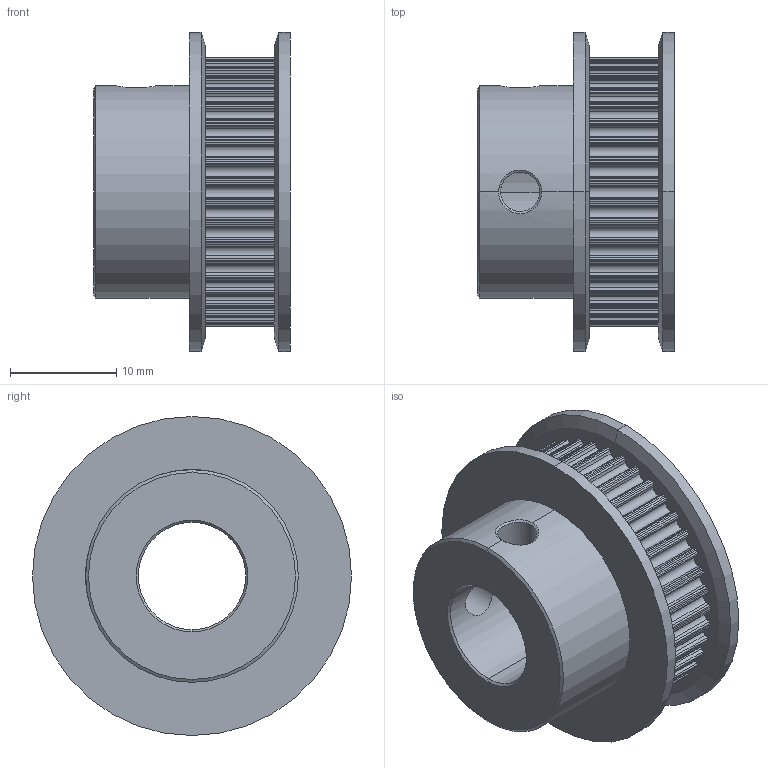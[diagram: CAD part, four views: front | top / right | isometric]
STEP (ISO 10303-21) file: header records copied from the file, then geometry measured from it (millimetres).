
FILE_DESCRIPTION (( 'STEP AP214' ), '1' );
FILE_NAME ('GT2_40teeth_10bore.STEP', '2017-12-29T18:50:30', ( 'Admin' ), ( '' ), 'SwSTEP 2.0', 'SolidWorks 2013', '' );
FILE_SCHEMA (( 'AUTOMOTIVE_DESIGN' ));
Length unit declared in the file: millimetre
Products named in the file (1): GT2_40teeth_10bore
Bounding box: 18.5 x 30 x 30 mm (x, y, z)
Volume: 6397 mm3; surface area: 3878 mm2
Topology: 1 solids, 1 shells, 391 faces, 1146 edges, 759 vertices
Faces by surface type: cylinder 291, plane 86, cone 10, bspline 4
Entity records: 16371 total; most frequent: CARTESIAN_POINT 5408, DIRECTION 2487, ORIENTED_EDGE 2292, EDGE_CURVE 1146, AXIS2_PLACEMENT_3D 972, VERTEX_POINT 759, CIRCLE 584, LINE 543
